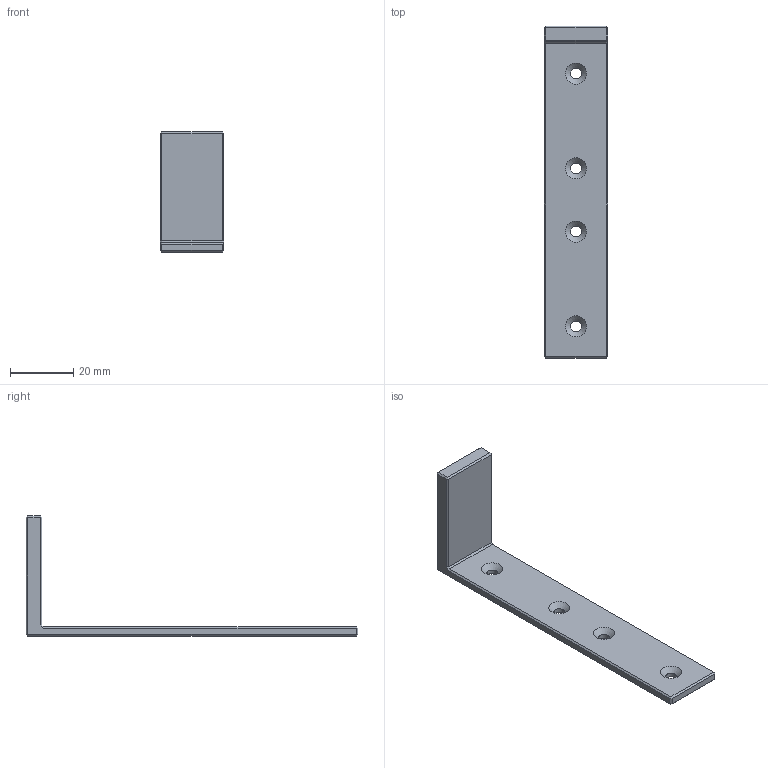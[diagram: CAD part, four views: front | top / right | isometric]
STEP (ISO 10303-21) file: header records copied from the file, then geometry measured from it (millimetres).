
FILE_DESCRIPTION(('FreeCAD Model'),'2;1');
FILE_NAME('Open CASCADE Shape Model','2023-10-13T10:57:50',(''),(''), 'Open CASCADE STEP processor 7.6','FreeCAD','Unknown');
FILE_SCHEMA(('AUTOMOTIVE_DESIGN { 1 0 10303 214 1 1 1 1 }'));
Length unit declared in the file: millimetre
Products named in the file (1): P0170-18-b_Schraubklemme
Bounding box: 20 x 105 x 38 mm (x, y, z)
Volume: 9499 mm3; surface area: 6633.7 mm2
Topology: 1 solids, 1 shells, 227 faces, 589 edges, 380 vertices
Faces by surface type: extrusion 137, plane 82, cone 4, cylinder 4
Full cylindrical faces by diameter (mm): 3.4 x4
Entity records: 14732 total; most frequent: CARTESIAN_POINT 3769, DIRECTION 1546, VECTOR 1336, LINE 1199, ORIENTED_EDGE 1178, PCURVE 1178, DEFINITIONAL_REPRESENTATION 1178, B_SPLINE_CURVE_WITH_KNOTS 685
